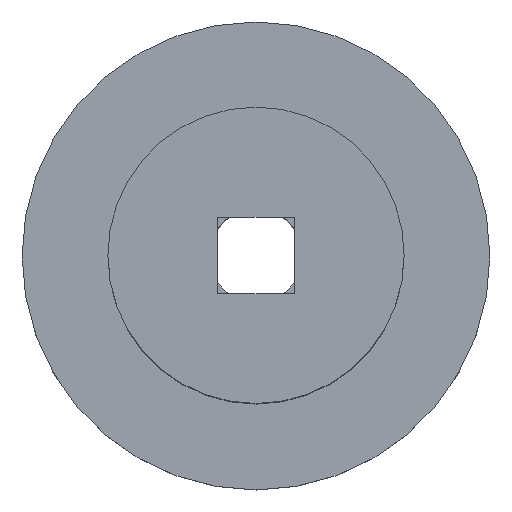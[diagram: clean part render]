
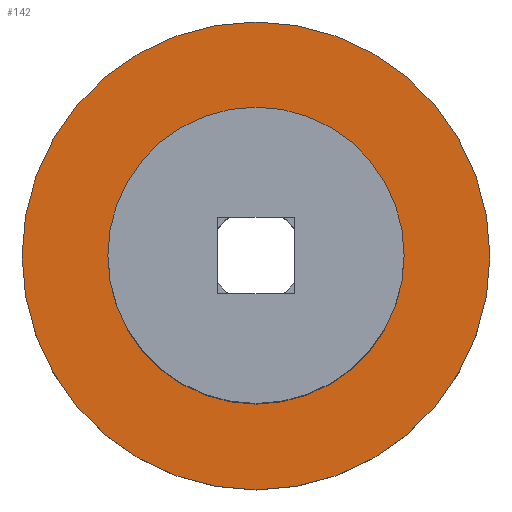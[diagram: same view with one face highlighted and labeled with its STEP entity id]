
A CAD part, top view. The second image highlights one B-rep face of the part: STEP entity #142.
In plain terms, the highlighted planar face has unit normal (0, 0, 1).
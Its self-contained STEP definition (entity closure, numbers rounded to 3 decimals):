
#142=ADVANCED_FACE('',(#187,#188),#167,.T.);
#167=PLANE('',#535);
#187=FACE_BOUND('',#203,.T.);
#188=FACE_BOUND('',#204,.T.);
#203=EDGE_LOOP('',(#263,#264));
#204=EDGE_LOOP('',(#265,#266));
#263=ORIENTED_EDGE('',*,*,#416,.T.);
#264=ORIENTED_EDGE('',*,*,#418,.F.);
#265=ORIENTED_EDGE('',*,*,#419,.T.);
#266=ORIENTED_EDGE('',*,*,#420,.F.);
#371=VERTEX_POINT('',#777);
#372=VERTEX_POINT('',#779);
#373=VERTEX_POINT('',#785);
#374=VERTEX_POINT('',#786);
#416=EDGE_CURVE('',#372,#371,#477,.T.);
#418=EDGE_CURVE('',#372,#371,#478,.T.);
#419=EDGE_CURVE('',#373,#374,#479,.T.);
#420=EDGE_CURVE('',#373,#374,#480,.T.);
#477=CIRCLE('',#529,15.);
#478=CIRCLE('',#531,15.);
#479=CIRCLE('',#533,9.5);
#480=CIRCLE('',#534,9.5);
#529=AXIS2_PLACEMENT_3D('',#778,#620,#621);
#531=AXIS2_PLACEMENT_3D('',#782,#625,#626);
#533=AXIS2_PLACEMENT_3D('',#784,#629,#630);
#534=AXIS2_PLACEMENT_3D('',#787,#631,#632);
#535=AXIS2_PLACEMENT_3D('',#788,#633,#634);
#620=DIRECTION('',(0.,0.,1.));
#621=DIRECTION('',(1.,0.,0.));
#625=DIRECTION('',(0.,0.,-1.));
#626=DIRECTION('',(1.,0.,0.));
#629=DIRECTION('',(0.,0.,-1.));
#630=DIRECTION('',(1.,0.,0.));
#631=DIRECTION('',(0.,0.,1.));
#632=DIRECTION('',(1.,0.,0.));
#633=DIRECTION('',(0.,0.,1.));
#634=DIRECTION('',(-1.,0.,0.));
#777=CARTESIAN_POINT('',(-15.,0.,0.));
#778=CARTESIAN_POINT('',(0.,0.,0.));
#779=CARTESIAN_POINT('',(15.,0.,0.));
#782=CARTESIAN_POINT('',(0.,0.,0.));
#784=CARTESIAN_POINT('',(0.,0.,0.));
#785=CARTESIAN_POINT('',(9.5,0.,0.));
#786=CARTESIAN_POINT('',(-9.5,0.,0.));
#787=CARTESIAN_POINT('',(0.,0.,0.));
#788=CARTESIAN_POINT('',(0.,0.,0.));
